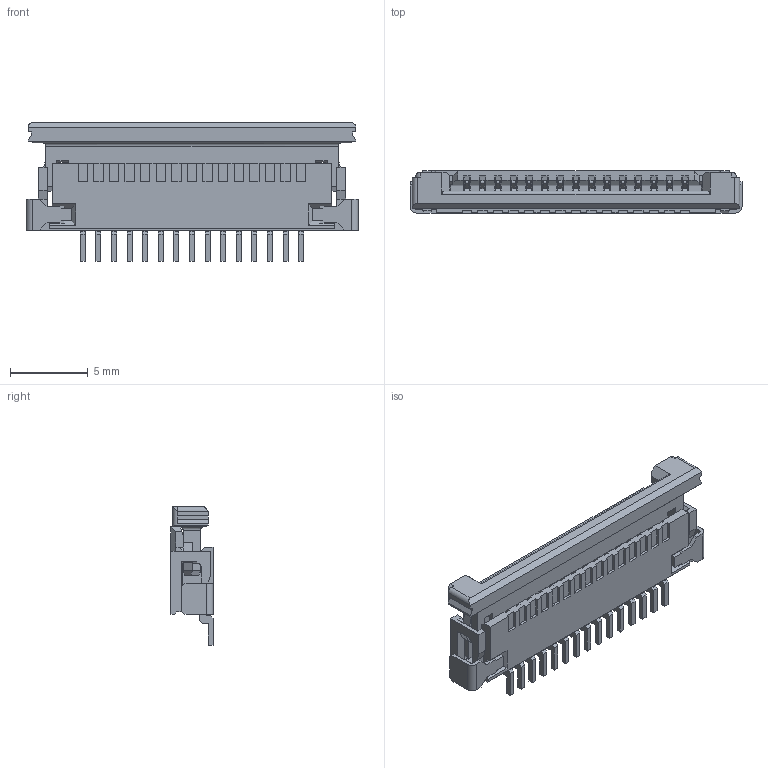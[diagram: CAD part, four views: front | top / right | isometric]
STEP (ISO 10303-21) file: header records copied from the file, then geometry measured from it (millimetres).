
FILE_DESCRIPTION((''),'2;1');
FILE_NAME('522071560','2016-07-12T',('rlalsangi'),(''),'PRO/ENGINEER BY PARAMETRIC TECHNOLOGY CORPORATION, 2012310','PRO/ENGINEER BY PARAMETRIC TECHNOLOGY CORPORATION, 2012310','');
FILE_SCHEMA(('CONFIG_CONTROL_DESIGN'));
Length unit declared in the file: millimetre
Products named in the file (1): 522071560
Bounding box: 21.3 x 2.7 x 8.9 mm (x, y, z)
Volume: 228.3 mm3; surface area: 1085.8 mm2
Topology: 3 solids, 3 shells, 1182 faces, 3555 edges, 2280 vertices
Faces by surface type: plane 1023, cylinder 99, cone 60
Entity records: 38963 total; most frequent: CARTESIAN_POINT 7196, ORIENTED_EDGE 6914, DIRECTION 6059, EDGE_CURVE 3457, VECTOR 3265, LINE 3265, VERTEX_POINT 2212, AXIS2_PLACEMENT_3D 1397
